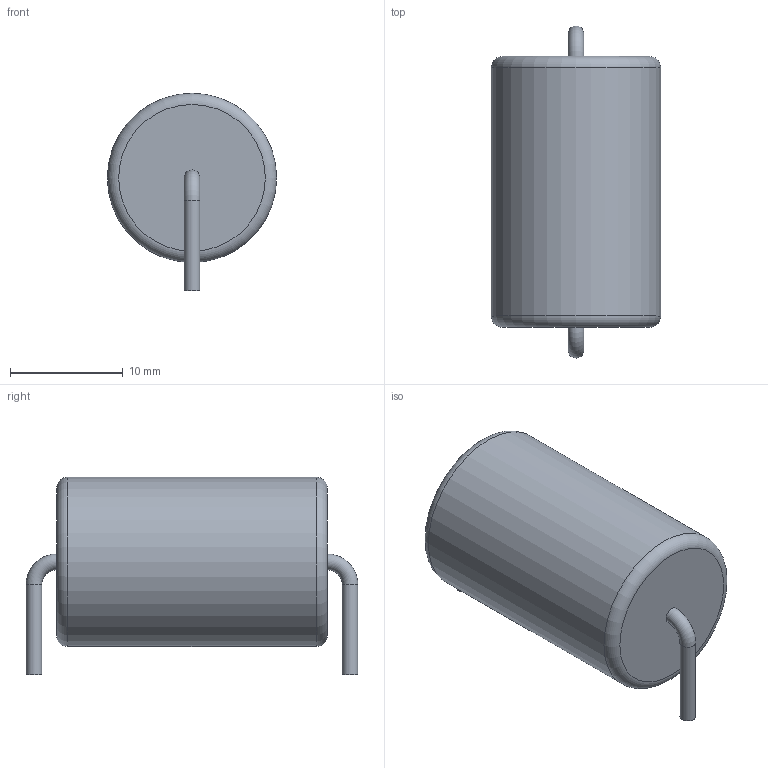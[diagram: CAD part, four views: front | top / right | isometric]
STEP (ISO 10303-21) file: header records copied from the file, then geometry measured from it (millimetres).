
FILE_DESCRIPTION(('FreeCAD Model'),'2;1');
FILE_NAME('Fillet_sp.step','2017-09-29T16:54:08',( 'kicad StepUp'),('ksu MCAD'),'Open CASCADE STEP processor 6.8', 'FreeCAD','Unknown');
FILE_SCHEMA(('AUTOMOTIVE_DESIGN_CC2 { 1 2 10303 214 -1 1 5 4 }'));
Length unit declared in the file: millimetre
Products named in the file (1): Fillet_sp
Bounding box: 15 x 29.4 x 17.5 mm (x, y, z)
Volume: 4255.8 mm3; surface area: 1541.1 mm2
Topology: 1 solids, 1 shells, 11 faces, 19 edges, 12 vertices
Faces by surface type: plane 4, torus 4, cylinder 3
Full cylindrical faces by diameter (mm): 1.4 x2, 15 x1
Entity records: 363 total; most frequent: DIRECTION 59, CARTESIAN_POINT 43, ORIENTED_EDGE 38, AXIS2_PLACEMENT_3D 28, EDGE_CURVE 19, CIRCLE 16, FACE_BOUND 13, EDGE_LOOP 13
